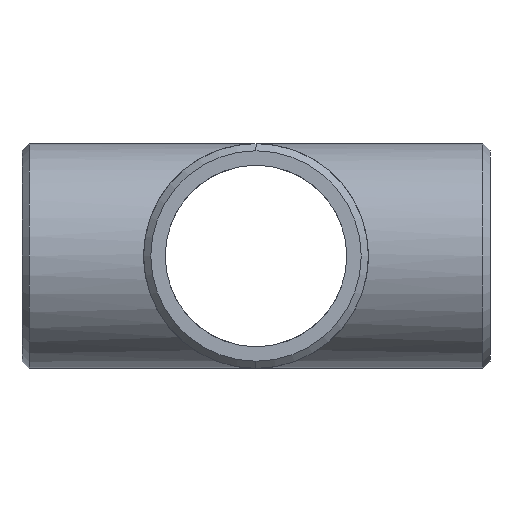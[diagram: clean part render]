
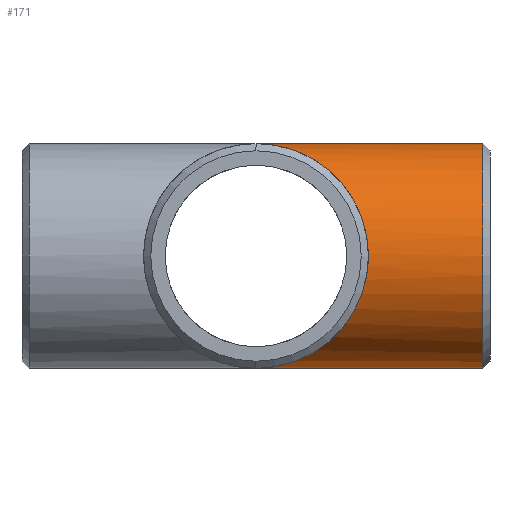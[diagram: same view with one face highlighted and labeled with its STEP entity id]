
A CAD part, left-side view. The second image highlights one B-rep face of the part: STEP entity #171.
In plain terms, the highlighted cylindrical face has radius 36.5 mm (diameter 73 mm), a partial arc.
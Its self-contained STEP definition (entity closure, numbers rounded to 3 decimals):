
#13 = FACE_OUTER_BOUND ( 'NONE', #640, .T. ) ;
#24 = CARTESIAN_POINT ( 'NONE',  ( 0., 0., 36.5 ) ) ;
#68 = CARTESIAN_POINT ( 'NONE',  ( 0., -76., -36.5 ) ) ;
#71 = CARTESIAN_POINT ( 'NONE',  ( 0., 0., 36.5 ) ) ;
#77 = DIRECTION ( 'NONE',  ( 0., 1., 0. ) ) ;
#98 = AXIS2_PLACEMENT_3D ( 'NONE', #633, #77, #181 ) ;
#100 = ORIENTED_EDGE ( 'NONE', *, *, #638, .T. ) ;
#126 = ORIENTED_EDGE ( 'NONE', *, *, #150, .F. ) ;
#129 = CARTESIAN_POINT ( 'NONE',  ( 0., 0., -36.5 ) ) ;
#150 = EDGE_CURVE ( 'NONE', #504, #575, #253, .T. ) ;
#166 = VERTEX_POINT ( 'NONE', #371 ) ;
#171 = ADVANCED_FACE ( 'NONE', ( #13 ), #379, .T. ) ;
#181 = DIRECTION ( 'NONE',  ( 0., 0., -1. ) ) ;
#208 = CARTESIAN_POINT ( 'NONE',  ( 0., -73.663, 0. ) ) ;
#238 = CARTESIAN_POINT ( 'NONE',  ( 0., -73.663, -36.5 ) ) ;
#253 = LINE ( 'NONE', #68, #318 ) ;
#265 = CARTESIAN_POINT ( 'NONE',  ( -73., -73., -36.5 ) ) ;
#276 = ORIENTED_EDGE ( 'NONE', *, *, #624, .F. ) ;
#282 = CARTESIAN_POINT ( 'NONE',  ( 0., -76., 36.5 ) ) ;
#293 = DIRECTION ( 'NONE',  ( 0., 1., 0. ) ) ;
#318 = VECTOR ( 'NONE', #293, 1000. ) ;
#333 = CARTESIAN_POINT ( 'NONE',  ( 0., 0., -36.5 ) ) ;
#370 = ORIENTED_EDGE ( 'NONE', *, *, #785, .T. ) ;
#371 = CARTESIAN_POINT ( 'NONE',  ( 0., -73.663, 36.5 ) ) ;
#379 = CYLINDRICAL_SURFACE ( 'NONE', #98, 36.5 ) ;
#461 = CIRCLE ( 'NONE', #580, 36.5 ) ;
#463 =( BOUNDED_CURVE ( )  B_SPLINE_CURVE ( 3, ( #333, #265, #584, #24 ),
 .UNSPECIFIED., .F., .T. ) 
 B_SPLINE_CURVE_WITH_KNOTS ( ( 4, 4 ),
 ( 4.712, 7.854 ),
 .UNSPECIFIED. ) 
 CURVE ( )  GEOMETRIC_REPRESENTATION_ITEM ( )  RATIONAL_B_SPLINE_CURVE ( ( 1., 0.333, 0.333, 1. ) ) 
 REPRESENTATION_ITEM ( '' )  );
#476 = LINE ( 'NONE', #282, #705 ) ;
#504 = VERTEX_POINT ( 'NONE', #238 ) ;
#518 = DIRECTION ( 'NONE',  ( 0., 0., -1. ) ) ;
#545 = VERTEX_POINT ( 'NONE', #71 ) ;
#575 = VERTEX_POINT ( 'NONE', #129 ) ;
#580 = AXIS2_PLACEMENT_3D ( 'NONE', #208, #582, #518 ) ;
#582 = DIRECTION ( 'NONE',  ( 0., 1., 0. ) ) ;
#584 = CARTESIAN_POINT ( 'NONE',  ( -73., -73., 36.5 ) ) ;
#624 = EDGE_CURVE ( 'NONE', #575, #545, #463, .T. ) ;
#633 = CARTESIAN_POINT ( 'NONE',  ( 0., -76., 0. ) ) ;
#638 = EDGE_CURVE ( 'NONE', #504, #166, #461, .T. ) ;
#640 = EDGE_LOOP ( 'NONE', ( #100, #370, #276, #126 ) ) ;
#705 = VECTOR ( 'NONE', #729, 1000. ) ;
#729 = DIRECTION ( 'NONE',  ( 0., 1., 0. ) ) ;
#785 = EDGE_CURVE ( 'NONE', #166, #545, #476, .T. ) ;
